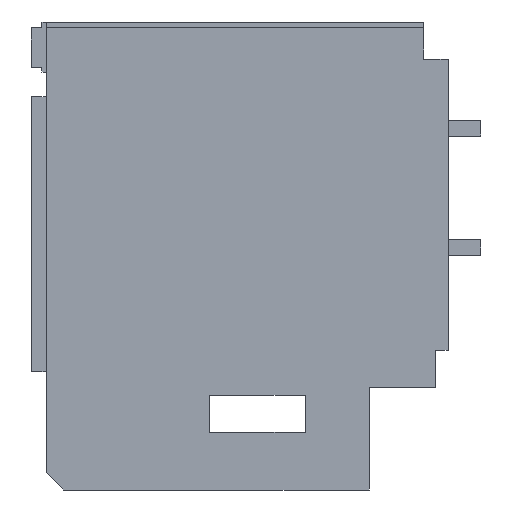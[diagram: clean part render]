
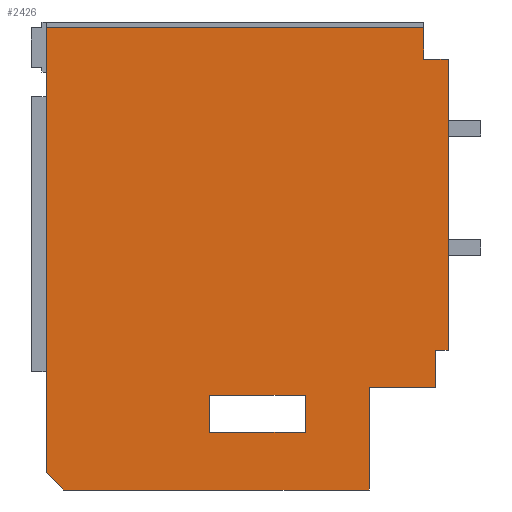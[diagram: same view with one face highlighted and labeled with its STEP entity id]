
A CAD part, front view. The second image highlights one B-rep face of the part: STEP entity #2426.
In plain terms, the highlighted planar face has unit normal (0, -1, 0).
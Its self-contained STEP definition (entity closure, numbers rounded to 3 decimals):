
#14=DIRECTION('',(0.,0.,-1.));
#15=VECTOR('',#14,35.);
#16=CARTESIAN_POINT('',(1.5,0.,-236.425));
#17=LINE('',#16,#15);
#18=DIRECTION('',(1.,0.,0.));
#19=VECTOR('',#18,90.);
#20=CARTESIAN_POINT('',(1.5,0.,-271.425));
#21=LINE('',#20,#19);
#22=DIRECTION('',(0.,0.,1.));
#23=VECTOR('',#22,35.);
#24=CARTESIAN_POINT('',(91.5,0.,-271.425));
#25=LINE('',#24,#23);
#26=DIRECTION('',(-1.,0.,0.));
#27=VECTOR('',#26,90.);
#28=CARTESIAN_POINT('',(91.5,0.,-236.425));
#29=LINE('',#28,#27);
#30=DIRECTION('',(1.,0.,0.));
#31=VECTOR('',#30,354.);
#32=CARTESIAN_POINT('',(-151.5,0.,108.575));
#33=LINE('',#32,#31);
#34=DIRECTION('',(0.,0.,-1.));
#35=VECTOR('',#34,30.);
#36=CARTESIAN_POINT('',(202.5,0.,108.575));
#37=LINE('',#36,#35);
#38=DIRECTION('',(1.,0.,0.));
#39=VECTOR('',#38,23.);
#40=CARTESIAN_POINT('',(202.5,0.,78.575));
#41=LINE('',#40,#39);
#42=DIRECTION('',(0.,0.,-1.));
#43=VECTOR('',#42,273.);
#44=CARTESIAN_POINT('',(225.5,0.,78.575));
#45=LINE('',#44,#43);
#46=DIRECTION('',(-1.,0.,0.));
#47=VECTOR('',#46,12.);
#48=CARTESIAN_POINT('',(225.5,0.,-194.425));
#49=LINE('',#48,#47);
#50=DIRECTION('',(0.,0.,-1.));
#51=VECTOR('',#50,35.);
#52=CARTESIAN_POINT('',(213.5,0.,-194.425));
#53=LINE('',#52,#51);
#54=DIRECTION('',(-1.,0.,0.));
#55=VECTOR('',#54,62.);
#56=CARTESIAN_POINT('',(213.5,0.,-229.425));
#57=LINE('',#56,#55);
#58=DIRECTION('',(0.,0.,-1.));
#59=VECTOR('',#58,96.);
#60=CARTESIAN_POINT('',(151.5,0.,-229.425));
#61=LINE('',#60,#59);
#62=DIRECTION('',(-1.,0.,0.));
#63=VECTOR('',#62,287.);
#64=CARTESIAN_POINT('',(151.5,0.,-325.425));
#65=LINE('',#64,#63);
#66=DIRECTION('',(-0.707,0.,0.707));
#67=VECTOR('',#66,22.627);
#68=CARTESIAN_POINT('',(-135.5,0.,-325.425));
#69=LINE('',#68,#67);
#146=DIRECTION('',(0.,0.,-1.));
#147=VECTOR('',#146,418.);
#148=CARTESIAN_POINT('',(-151.5,0.,108.575));
#149=LINE('',#148,#147);
#1813=CARTESIAN_POINT('',(202.5,0.,78.575));
#1814=CARTESIAN_POINT('',(225.5,0.,78.575));
#1815=VERTEX_POINT('',#1813);
#1816=VERTEX_POINT('',#1814);
#1817=CARTESIAN_POINT('',(225.5,0.,-194.425));
#1818=VERTEX_POINT('',#1817);
#1819=CARTESIAN_POINT('',(213.5,0.,-194.425));
#1820=VERTEX_POINT('',#1819);
#1821=CARTESIAN_POINT('',(213.5,0.,-229.425));
#1822=VERTEX_POINT('',#1821);
#1823=CARTESIAN_POINT('',(151.5,0.,-229.425));
#1824=VERTEX_POINT('',#1823);
#1825=CARTESIAN_POINT('',(151.5,0.,-325.425));
#1826=VERTEX_POINT('',#1825);
#1827=CARTESIAN_POINT('',(-135.5,0.,-325.425));
#1828=VERTEX_POINT('',#1827);
#1829=CARTESIAN_POINT('',(-151.5,0.,-309.425));
#1830=VERTEX_POINT('',#1829);
#1831=CARTESIAN_POINT('',(1.5,0.,-236.425));
#1832=CARTESIAN_POINT('',(1.5,0.,-271.425));
#1833=VERTEX_POINT('',#1831);
#1834=VERTEX_POINT('',#1832);
#1835=CARTESIAN_POINT('',(91.5,0.,-271.425));
#1836=VERTEX_POINT('',#1835);
#1837=CARTESIAN_POINT('',(91.5,0.,-236.425));
#1838=VERTEX_POINT('',#1837);
#2321=CARTESIAN_POINT('',(202.5,0.,108.575));
#2322=VERTEX_POINT('',#2321);
#2385=CARTESIAN_POINT('',(-151.5,0.,108.575));
#2386=VERTEX_POINT('',#2385);
#2387=CARTESIAN_POINT('',(30.,0.,-106.925));
#2388=DIRECTION('',(0.,1.,0.));
#2389=DIRECTION('',(1.,0.,0.));
#2390=AXIS2_PLACEMENT_3D('',#2387,#2388,#2389);
#2391=PLANE('',#2390);
#2393=ORIENTED_EDGE('',*,*,#2392,.F.);
#2395=ORIENTED_EDGE('',*,*,#2394,.T.);
#2397=ORIENTED_EDGE('',*,*,#2396,.T.);
#2399=ORIENTED_EDGE('',*,*,#2398,.T.);
#2401=ORIENTED_EDGE('',*,*,#2400,.T.);
#2403=ORIENTED_EDGE('',*,*,#2402,.T.);
#2405=ORIENTED_EDGE('',*,*,#2404,.T.);
#2407=ORIENTED_EDGE('',*,*,#2406,.T.);
#2409=ORIENTED_EDGE('',*,*,#2408,.T.);
#2411=ORIENTED_EDGE('',*,*,#2410,.T.);
#2413=ORIENTED_EDGE('',*,*,#2412,.T.);
#2414=EDGE_LOOP('',(#2393,#2395,#2397,#2399,#2401,#2403,#2405,#2407,#2409,#2411,
#2413));
#2415=FACE_OUTER_BOUND('',#2414,.F.);
#2417=ORIENTED_EDGE('',*,*,#2416,.T.);
#2419=ORIENTED_EDGE('',*,*,#2418,.T.);
#2421=ORIENTED_EDGE('',*,*,#2420,.T.);
#2423=ORIENTED_EDGE('',*,*,#2422,.T.);
#2424=EDGE_LOOP('',(#2417,#2419,#2421,#2423));
#2425=FACE_BOUND('',#2424,.F.);
#2392=EDGE_CURVE('',#2386,#1830,#149,.T.);
#2394=EDGE_CURVE('',#2386,#2322,#33,.T.);
#2396=EDGE_CURVE('',#2322,#1815,#37,.T.);
#2398=EDGE_CURVE('',#1815,#1816,#41,.T.);
#2400=EDGE_CURVE('',#1816,#1818,#45,.T.);
#2402=EDGE_CURVE('',#1818,#1820,#49,.T.);
#2404=EDGE_CURVE('',#1820,#1822,#53,.T.);
#2406=EDGE_CURVE('',#1822,#1824,#57,.T.);
#2408=EDGE_CURVE('',#1824,#1826,#61,.T.);
#2410=EDGE_CURVE('',#1826,#1828,#65,.T.);
#2412=EDGE_CURVE('',#1828,#1830,#69,.T.);
#2416=EDGE_CURVE('',#1833,#1834,#17,.T.);
#2418=EDGE_CURVE('',#1834,#1836,#21,.T.);
#2420=EDGE_CURVE('',#1836,#1838,#25,.T.);
#2422=EDGE_CURVE('',#1838,#1833,#29,.T.);
#2426=ADVANCED_FACE('',(#2415,#2425),#2391,.F.);
